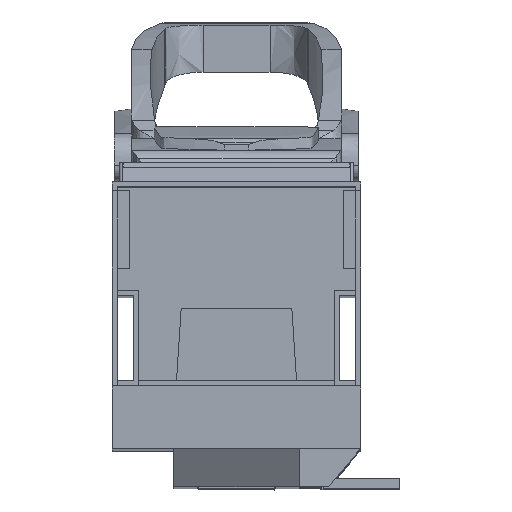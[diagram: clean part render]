
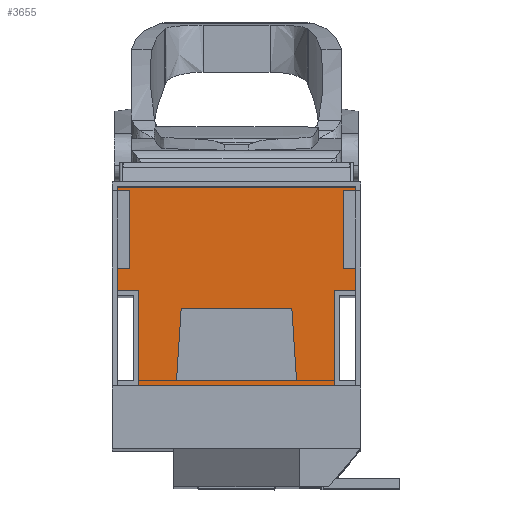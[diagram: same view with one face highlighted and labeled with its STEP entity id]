
A CAD part, top view. The second image highlights one B-rep face of the part: STEP entity #3655.
In plain terms, the highlighted planar face has unit normal (0, 0, 1).
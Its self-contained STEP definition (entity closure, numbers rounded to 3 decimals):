
#3655=ADVANCED_FACE('',(#5496,#5497),#4420,.T.);
#4420=PLANE('',#24469);
#5496=FACE_BOUND('',#6697,.T.);
#5497=FACE_BOUND('',#6698,.T.);
#6697=EDGE_LOOP('',(#12760,#12761,#12762,#12763));
#6698=EDGE_LOOP('',(#12764,#12765,#12766,#12767,#12768,#12769,#12770,#12771));
#12760=ORIENTED_EDGE('',*,*,#18172,.T.);
#12761=ORIENTED_EDGE('',*,*,#16566,.F.);
#12762=ORIENTED_EDGE('',*,*,#18168,.T.);
#12763=ORIENTED_EDGE('',*,*,#18174,.T.);
#12764=ORIENTED_EDGE('',*,*,#16588,.T.);
#12765=ORIENTED_EDGE('',*,*,#17038,.T.);
#12766=ORIENTED_EDGE('',*,*,#17034,.T.);
#12767=ORIENTED_EDGE('',*,*,#17712,.F.);
#12768=ORIENTED_EDGE('',*,*,#17714,.F.);
#12769=ORIENTED_EDGE('',*,*,#17704,.F.);
#12770=ORIENTED_EDGE('',*,*,#17031,.T.);
#12771=ORIENTED_EDGE('',*,*,#17037,.T.);
#13996=VERTEX_POINT('',#35952);
#13997=VERTEX_POINT('',#35953);
#14018=VERTEX_POINT('',#35997);
#14019=VERTEX_POINT('',#35998);
#14432=VERTEX_POINT('',#36873);
#14433=VERTEX_POINT('',#36874);
#14434=VERTEX_POINT('',#36879);
#14435=VERTEX_POINT('',#36880);
#14835=VERTEX_POINT('',#38241);
#14841=VERTEX_POINT('',#38255);
#15080=VERTEX_POINT('',#39190);
#15083=VERTEX_POINT('',#39198);
#16566=EDGE_CURVE('',#13996,#13997,#19262,.T.);
#16588=EDGE_CURVE('',#14018,#14019,#19284,.T.);
#17031=EDGE_CURVE('',#14432,#14433,#19615,.T.);
#17034=EDGE_CURVE('',#14434,#14435,#19618,.T.);
#17037=EDGE_CURVE('',#14433,#14018,#19621,.T.);
#17038=EDGE_CURVE('',#14019,#14434,#19622,.T.);
#17704=EDGE_CURVE('',#14432,#14835,#20160,.T.);
#17712=EDGE_CURVE('',#14841,#14435,#20168,.T.);
#17714=EDGE_CURVE('',#14835,#14841,#20170,.T.);
#18168=EDGE_CURVE('',#13996,#15080,#20518,.T.);
#18172=EDGE_CURVE('',#15083,#13997,#20522,.T.);
#18174=EDGE_CURVE('',#15080,#15083,#20524,.T.);
#19262=LINE('',#35951,#21698);
#19284=LINE('',#35996,#21720);
#19615=LINE('',#36872,#22051);
#19618=LINE('',#36878,#22054);
#19621=LINE('',#36884,#22057);
#19622=LINE('',#36886,#22058);
#20160=LINE('',#38240,#22596);
#20168=LINE('',#38256,#22604);
#20170=LINE('',#38259,#22606);
#20518=LINE('',#39189,#22954);
#20522=LINE('',#39197,#22958);
#20524=LINE('',#39201,#22960);
#21698=VECTOR('',#26720,1.);
#21720=VECTOR('',#26744,1.);
#22051=VECTOR('',#27337,1.);
#22054=VECTOR('',#27342,1.);
#22057=VECTOR('',#27347,1.);
#22058=VECTOR('',#27350,1.);
#22596=VECTOR('',#28722,1.);
#22604=VECTOR('',#28732,1.);
#22606=VECTOR('',#28736,1.);
#22954=VECTOR('',#29772,1.);
#22958=VECTOR('',#29778,1.);
#22960=VECTOR('',#29782,1.);
#24469=AXIS2_PLACEMENT_3D('',#39202,#29783,#29784);
#26720=DIRECTION('',(1.,0.,0.));
#26744=DIRECTION('',(1.,0.,0.));
#27337=DIRECTION('',(1.,0.,0.));
#27342=DIRECTION('',(1.,0.,0.));
#27347=DIRECTION('',(0.,-1.,0.));
#27350=DIRECTION('',(0.,1.,0.));
#28722=DIRECTION('',(0.,1.,0.));
#28732=DIRECTION('',(0.,-1.,0.));
#28736=DIRECTION('',(1.,0.,0.));
#29772=DIRECTION('',(0.065,0.998,0.));
#29778=DIRECTION('',(0.065,-0.998,0.));
#29782=DIRECTION('',(1.,0.,0.));
#29783=DIRECTION('',(0.,0.,1.));
#29784=DIRECTION('',(0.,-1.,0.));
#35951=CARTESIAN_POINT('',(88.5,42.,-95.));
#35952=CARTESIAN_POINT('',(25.629,42.,-95.));
#35953=CARTESIAN_POINT('',(73.371,42.,-95.));
#35996=CARTESIAN_POINT('',(10.5,40.,-95.));
#35997=CARTESIAN_POINT('',(10.5,40.,-95.));
#35998=CARTESIAN_POINT('',(88.5,40.,-95.));
#36872=CARTESIAN_POINT('',(0.,78.,-95.));
#36873=CARTESIAN_POINT('',(2.,78.,-95.));
#36874=CARTESIAN_POINT('',(10.5,78.,-95.));
#36878=CARTESIAN_POINT('',(88.5,78.,-95.));
#36879=CARTESIAN_POINT('',(88.5,78.,-95.));
#36880=CARTESIAN_POINT('',(97.,78.,-95.));
#36884=CARTESIAN_POINT('',(10.5,78.,-95.));
#36886=CARTESIAN_POINT('',(88.5,40.,-95.));
#38240=CARTESIAN_POINT('',(2.,119.,-95.));
#38241=CARTESIAN_POINT('',(2.,119.,-95.));
#38255=CARTESIAN_POINT('',(97.,119.,-95.));
#38256=CARTESIAN_POINT('',(97.,40.,-95.));
#38259=CARTESIAN_POINT('',(97.,119.,-95.));
#39189=CARTESIAN_POINT('',(25.5,40.,-95.));
#39190=CARTESIAN_POINT('',(27.5,70.935,-95.));
#39197=CARTESIAN_POINT('',(71.5,70.935,-95.));
#39198=CARTESIAN_POINT('',(71.5,70.935,-95.));
#39201=CARTESIAN_POINT('',(27.5,70.935,-95.));
#39202=CARTESIAN_POINT('',(0.,40.,-95.));
